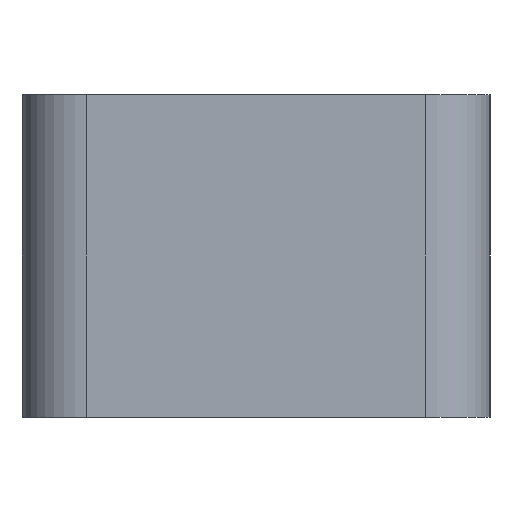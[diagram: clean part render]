
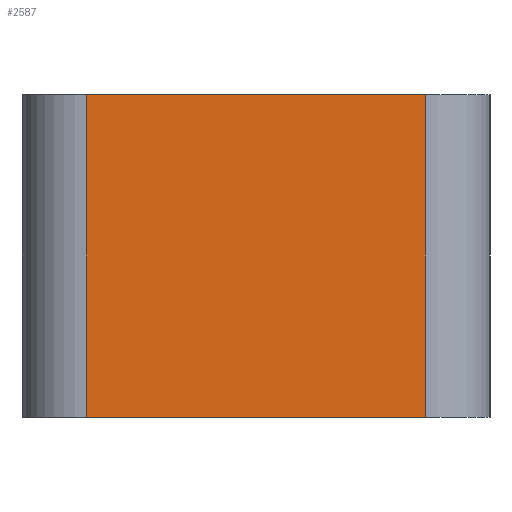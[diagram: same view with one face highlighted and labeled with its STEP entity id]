
A CAD part, left-side view. The second image highlights one B-rep face of the part: STEP entity #2587.
In plain terms, the highlighted planar face has unit normal (-1, 0, 0).
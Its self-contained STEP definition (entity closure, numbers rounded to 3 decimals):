
#722 = PLANE('',#723);
#723 = AXIS2_PLACEMENT_3D('',#724,#725,#726);
#724 = CARTESIAN_POINT('',(-29.,2.,-20.));
#725 = DIRECTION('',(0.,0.,1.));
#726 = DIRECTION('',(1.,0.,0.));
#776 = PLANE('',#777);
#777 = AXIS2_PLACEMENT_3D('',#778,#779,#780);
#778 = CARTESIAN_POINT('',(-29.,2.,-10.));
#779 = DIRECTION('',(0.,0.,-1.));
#780 = DIRECTION('',(-1.,0.,0.));
#1308 = CYLINDRICAL_SURFACE('',#1309,2.);
#1309 = AXIS2_PLACEMENT_3D('',#1310,#1311,#1312);
#1310 = CARTESIAN_POINT('',(-31.,12.5,-10.));
#1311 = DIRECTION('',(0.,0.,-1.));
#1312 = DIRECTION('',(0.,1.,0.));
#1463 = VERTEX_POINT('',#1464);
#1464 = CARTESIAN_POINT('',(-33.,12.5,-20.));
#1486 = EDGE_CURVE('',#1487,#1463,#1489,.T.);
#1487 = VERTEX_POINT('',#1488);
#1488 = CARTESIAN_POINT('',(-33.,2.,-20.));
#1489 = SURFACE_CURVE('',#1490,(#1494,#1501),.PCURVE_S1.);
#1490 = LINE('',#1491,#1492);
#1491 = CARTESIAN_POINT('',(-33.,0.,-20.));
#1492 = VECTOR('',#1493,1.);
#1493 = DIRECTION('',(0.,1.,0.));
#1494 = PCURVE('',#722,#1495);
#1495 = DEFINITIONAL_REPRESENTATION('',(#1496),#1500);
#1496 = LINE('',#1497,#1498);
#1497 = CARTESIAN_POINT('',(-4.,-2.));
#1498 = VECTOR('',#1499,1.);
#1499 = DIRECTION('',(0.,1.));
#1500 = ( GEOMETRIC_REPRESENTATION_CONTEXT(2) 
PARAMETRIC_REPRESENTATION_CONTEXT() REPRESENTATION_CONTEXT('2D SPACE',''
  ) );
#1501 = PCURVE('',#1502,#1507);
#1502 = PLANE('',#1503);
#1503 = AXIS2_PLACEMENT_3D('',#1504,#1505,#1506);
#1504 = CARTESIAN_POINT('',(-33.,0.,-10.));
#1505 = DIRECTION('',(-1.,0.,0.));
#1506 = DIRECTION('',(0.,0.,-1.));
#1507 = DEFINITIONAL_REPRESENTATION('',(#1508),#1512);
#1508 = LINE('',#1509,#1510);
#1509 = CARTESIAN_POINT('',(10.,0.));
#1510 = VECTOR('',#1511,1.);
#1511 = DIRECTION('',(0.,-1.));
#1512 = ( GEOMETRIC_REPRESENTATION_CONTEXT(2) 
PARAMETRIC_REPRESENTATION_CONTEXT() REPRESENTATION_CONTEXT('2D SPACE',''
  ) );
#1531 = CYLINDRICAL_SURFACE('',#1532,2.);
#1532 = AXIS2_PLACEMENT_3D('',#1533,#1534,#1535);
#1533 = CARTESIAN_POINT('',(-31.,2.,-10.));
#1534 = DIRECTION('',(0.,0.,-1.));
#1535 = DIRECTION('',(-1.,-0.,-0.));
#1857 = VERTEX_POINT('',#1858);
#1858 = CARTESIAN_POINT('',(-33.,2.,-10.));
#1884 = EDGE_CURVE('',#1857,#1885,#1887,.T.);
#1885 = VERTEX_POINT('',#1886);
#1886 = CARTESIAN_POINT('',(-33.,12.5,-10.));
#1887 = SURFACE_CURVE('',#1888,(#1892,#1899),.PCURVE_S1.);
#1888 = LINE('',#1889,#1890);
#1889 = CARTESIAN_POINT('',(-33.,0.,-10.));
#1890 = VECTOR('',#1891,1.);
#1891 = DIRECTION('',(0.,1.,0.));
#1892 = PCURVE('',#776,#1893);
#1893 = DEFINITIONAL_REPRESENTATION('',(#1894),#1898);
#1894 = LINE('',#1895,#1896);
#1895 = CARTESIAN_POINT('',(4.,-2.));
#1896 = VECTOR('',#1897,1.);
#1897 = DIRECTION('',(0.,1.));
#1898 = ( GEOMETRIC_REPRESENTATION_CONTEXT(2) 
PARAMETRIC_REPRESENTATION_CONTEXT() REPRESENTATION_CONTEXT('2D SPACE',''
  ) );
#1899 = PCURVE('',#1502,#1900);
#1900 = DEFINITIONAL_REPRESENTATION('',(#1901),#1905);
#1901 = LINE('',#1902,#1903);
#1902 = CARTESIAN_POINT('',(0.,0.));
#1903 = VECTOR('',#1904,1.);
#1904 = DIRECTION('',(0.,-1.));
#1905 = ( GEOMETRIC_REPRESENTATION_CONTEXT(2) 
PARAMETRIC_REPRESENTATION_CONTEXT() REPRESENTATION_CONTEXT('2D SPACE',''
  ) );
#1976 = EDGE_CURVE('',#1885,#1463,#1977,.T.);
#1977 = SURFACE_CURVE('',#1978,(#1982,#1989),.PCURVE_S1.);
#1978 = LINE('',#1979,#1980);
#1979 = CARTESIAN_POINT('',(-33.,12.5,-10.));
#1980 = VECTOR('',#1981,1.);
#1981 = DIRECTION('',(0.,0.,-1.));
#1982 = PCURVE('',#1308,#1983);
#1983 = DEFINITIONAL_REPRESENTATION('',(#1984),#1988);
#1984 = LINE('',#1985,#1986);
#1985 = CARTESIAN_POINT('',(-1.571,0.));
#1986 = VECTOR('',#1987,1.);
#1987 = DIRECTION('',(-0.,1.));
#1988 = ( GEOMETRIC_REPRESENTATION_CONTEXT(2) 
PARAMETRIC_REPRESENTATION_CONTEXT() REPRESENTATION_CONTEXT('2D SPACE',''
  ) );
#1989 = PCURVE('',#1502,#1990);
#1990 = DEFINITIONAL_REPRESENTATION('',(#1991),#1995);
#1991 = LINE('',#1992,#1993);
#1992 = CARTESIAN_POINT('',(0.,-12.5));
#1993 = VECTOR('',#1994,1.);
#1994 = DIRECTION('',(1.,0.));
#1995 = ( GEOMETRIC_REPRESENTATION_CONTEXT(2) 
PARAMETRIC_REPRESENTATION_CONTEXT() REPRESENTATION_CONTEXT('2D SPACE',''
  ) );
#2567 = EDGE_CURVE('',#1857,#1487,#2568,.T.);
#2568 = SURFACE_CURVE('',#2569,(#2573,#2580),.PCURVE_S1.);
#2569 = LINE('',#2570,#2571);
#2570 = CARTESIAN_POINT('',(-33.,2.,-10.));
#2571 = VECTOR('',#2572,1.);
#2572 = DIRECTION('',(0.,0.,-1.));
#2573 = PCURVE('',#1531,#2574);
#2574 = DEFINITIONAL_REPRESENTATION('',(#2575),#2579);
#2575 = LINE('',#2576,#2577);
#2576 = CARTESIAN_POINT('',(-0.,0.));
#2577 = VECTOR('',#2578,1.);
#2578 = DIRECTION('',(-0.,1.));
#2579 = ( GEOMETRIC_REPRESENTATION_CONTEXT(2) 
PARAMETRIC_REPRESENTATION_CONTEXT() REPRESENTATION_CONTEXT('2D SPACE',''
  ) );
#2580 = PCURVE('',#1502,#2581);
#2581 = DEFINITIONAL_REPRESENTATION('',(#2582),#2586);
#2582 = LINE('',#2583,#2584);
#2583 = CARTESIAN_POINT('',(0.,-2.));
#2584 = VECTOR('',#2585,1.);
#2585 = DIRECTION('',(1.,0.));
#2586 = ( GEOMETRIC_REPRESENTATION_CONTEXT(2) 
PARAMETRIC_REPRESENTATION_CONTEXT() REPRESENTATION_CONTEXT('2D SPACE',''
  ) );
#2587 = ADVANCED_FACE('',(#2588),#1502,.T.);
#2588 = FACE_BOUND('',#2589,.T.);
#2589 = EDGE_LOOP('',(#2590,#2591,#2592,#2593));
#2590 = ORIENTED_EDGE('',*,*,#1486,.F.);
#2591 = ORIENTED_EDGE('',*,*,#2567,.F.);
#2592 = ORIENTED_EDGE('',*,*,#1884,.T.);
#2593 = ORIENTED_EDGE('',*,*,#1976,.T.);
